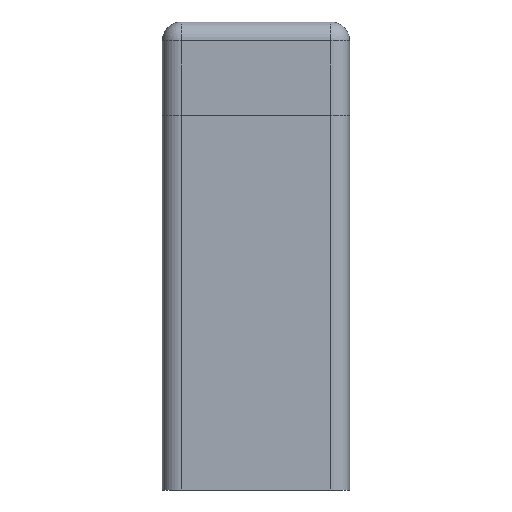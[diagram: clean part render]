
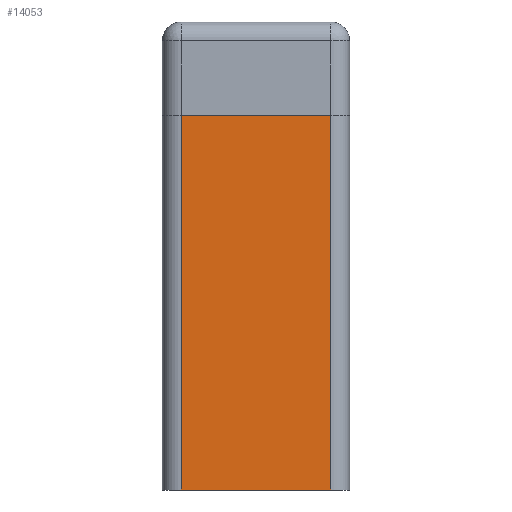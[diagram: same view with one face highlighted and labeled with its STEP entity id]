
A CAD part, front view. The second image highlights one B-rep face of the part: STEP entity #14053.
In plain terms, the highlighted planar face has unit normal (0, -1, 0).
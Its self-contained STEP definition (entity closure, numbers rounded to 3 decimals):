
#1369=FACE_OUTER_BOUND('',#2127,.T.);
#2127=EDGE_LOOP('',(#12424,#12425,#12426,#12427));
#3371=LINE('',#28452,#4632);
#3376=LINE('',#28469,#4637);
#3381=LINE('',#28483,#4642);
#3386=LINE('',#28495,#4647);
#4632=VECTOR('',#18875,10.);
#4637=VECTOR('',#18890,10.);
#4642=VECTOR('',#18905,10.);
#4647=VECTOR('',#18920,10.);
#6532=VERTEX_POINT('',#28449);
#6533=VERTEX_POINT('',#28451);
#6540=VERTEX_POINT('',#28467);
#6544=VERTEX_POINT('',#28481);
#8495=EDGE_CURVE('',#6532,#6533,#3371,.T.);
#8504=EDGE_CURVE('',#6540,#6532,#3376,.T.);
#8511=EDGE_CURVE('',#6544,#6540,#3381,.T.);
#8517=EDGE_CURVE('',#6544,#6533,#3386,.T.);
#12424=ORIENTED_EDGE('',*,*,#8495,.F.);
#12425=ORIENTED_EDGE('',*,*,#8504,.F.);
#12426=ORIENTED_EDGE('',*,*,#8511,.F.);
#12427=ORIENTED_EDGE('',*,*,#8517,.T.);
#12914=PLANE('',#15377);
#14053=ADVANCED_FACE('',(#1369),#12914,.T.);
#15377=AXIS2_PLACEMENT_3D('',#28494,#18918,#18919);
#18875=DIRECTION('',(0.,0.,1.));
#18890=DIRECTION('',(-1.,0.,0.));
#18905=DIRECTION('',(0.,0.,-1.));
#18918=DIRECTION('center_axis',(0.,-1.,0.));
#18919=DIRECTION('ref_axis',(-1.,0.,0.));
#18920=DIRECTION('',(-1.,0.,0.));
#28449=CARTESIAN_POINT('',(-40.,-33.3,-225.));
#28451=CARTESIAN_POINT('',(-40.,-33.3,-25.));
#28452=CARTESIAN_POINT('',(-40.,-33.3,-25.));
#28467=CARTESIAN_POINT('',(40.,-33.3,-225.));
#28469=CARTESIAN_POINT('',(50.,-33.3,-225.));
#28481=CARTESIAN_POINT('',(40.,-33.3,-25.));
#28483=CARTESIAN_POINT('',(40.,-33.3,-25.));
#28494=CARTESIAN_POINT('Origin',(50.,-33.3,-25.));
#28495=CARTESIAN_POINT('',(50.,-33.3,-25.));
